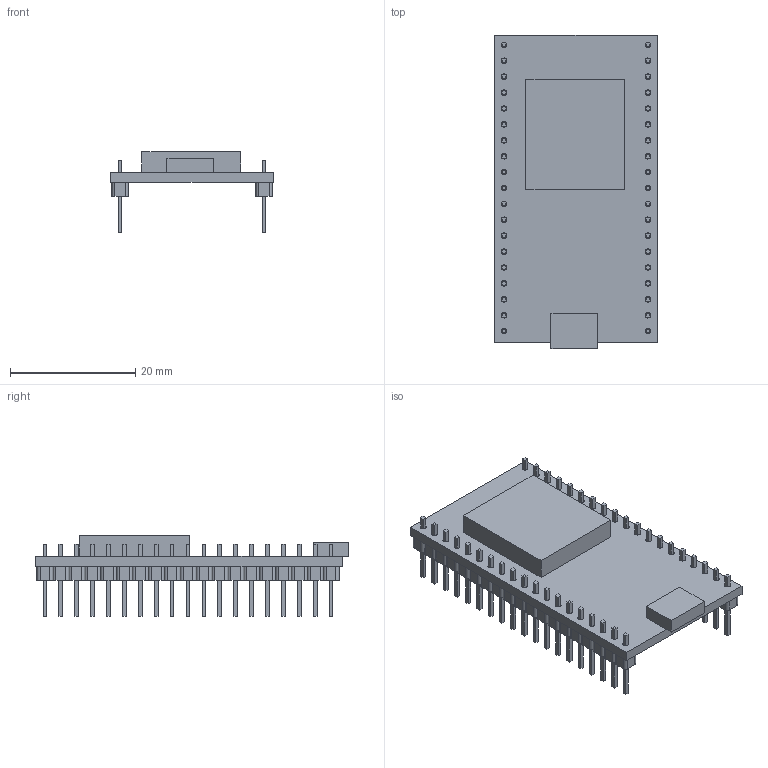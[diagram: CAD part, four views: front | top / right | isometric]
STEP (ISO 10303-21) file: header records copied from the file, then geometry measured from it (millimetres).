
FILE_DESCRIPTION(/* description */ ('STEP AP242','CAx-IF Rec.Pracs.---Representation and Presentation of Product Manufacturing Information (PMI)---4.0---2014-10-13','CAx-IF Rec.Pracs.---3D Tessellated Geometry---0.4---2014-09-14','2;1'),/* implementation_level */ '2;1');
FILE_NAME(/* name */ '63dc6f9045b2b009af6a1a02',/* time_stamp */ '2023-02-03T02:21:05+00:00',/* author */ (''),/* organization */ (''),/* preprocessor_version */ 'ST-DEVELOPER v18.102',/* originating_system */ ' ',/* authorisation */ ' ');
FILE_SCHEMA (('AP242_MANAGED_MODEL_BASED_3D_ENGINEERING_MIM_LF { 1 0 10303 442 1 1 4 }'));
Length unit declared in the file: metre
Products named in the file (5): Part 1; Part 5; Part 2; Part 3; Part 4
Bounding box: 26 x 50 x 12.9 mm (x, y, z)
Volume: 3719.1 mm3; surface area: 5729.4 mm2
Topology: 5 solids, 5 shells, 672 faces, 1758 edges, 1172 vertices
Faces by surface type: plane 482, cylinder 190
Full cylindrical faces by diameter (mm): 0.9 x38
Entity records: 20668 total; most frequent: CARTESIAN_POINT 3569, DIRECTION 3454, ORIENTED_EDGE 3440, EDGE_CURVE 1720, LINE 1340, VECTOR 1340, VERTEX_POINT 1172, AXIS2_PLACEMENT_3D 1057
